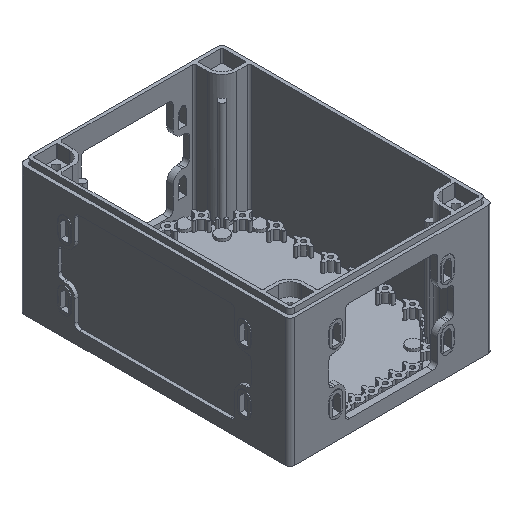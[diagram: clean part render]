
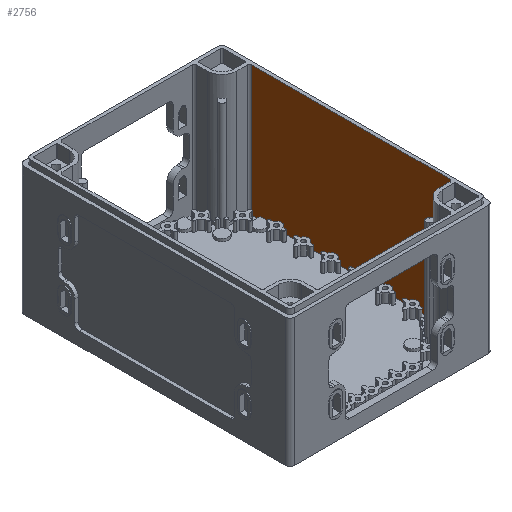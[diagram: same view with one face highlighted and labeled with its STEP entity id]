
A CAD part, isometric view. The second image highlights one B-rep face of the part: STEP entity #2756.
In plain terms, the highlighted planar face has unit normal (-1, 0, 0).
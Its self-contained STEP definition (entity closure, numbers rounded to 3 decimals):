
#2756 = ADVANCED_FACE( '', ( #5882 ), #5883, .T. );
#5882 = FACE_OUTER_BOUND( '', #9272, .T. );
#5883 = PLANE( '', #9273 );
#9272 = EDGE_LOOP( '', ( #17751, #17752, #17753, #17754, #17755, #17756, #17757, #17758, #17759, #17760, #17761, #17762 ) );
#9273 = AXIS2_PLACEMENT_3D( '', #17763, #17764, #17765 );
#17751 = ORIENTED_EDGE( '', *, *, #21394, .F. );
#17752 = ORIENTED_EDGE( '', *, *, #21971, .F. );
#17753 = ORIENTED_EDGE( '', *, *, #22865, .F. );
#17754 = ORIENTED_EDGE( '', *, *, #22256, .T. );
#17755 = ORIENTED_EDGE( '', *, *, #21390, .F. );
#17756 = ORIENTED_EDGE( '', *, *, #20015, .F. );
#17757 = ORIENTED_EDGE( '', *, *, #23070, .F. );
#17758 = ORIENTED_EDGE( '', *, *, #20907, .T. );
#17759 = ORIENTED_EDGE( '', *, *, #21388, .F. );
#17760 = ORIENTED_EDGE( '', *, *, #22998, .F. );
#17761 = ORIENTED_EDGE( '', *, *, #23300, .F. );
#17762 = ORIENTED_EDGE( '', *, *, #23301, .T. );
#17763 = CARTESIAN_POINT( '', ( 180.3, 33.3, 153.5 ) );
#17764 = DIRECTION( '', ( -1., 0., 0. ) );
#17765 = DIRECTION( '', ( 0., 0., 1. ) );
#20015 = EDGE_CURVE( '', #24016, #24011, #24018, .T. );
#20907 = EDGE_CURVE( '', #25564, #25562, #25565, .T. );
#21388 = EDGE_CURVE( '', #26380, #25562, #26382, .T. );
#21390 = EDGE_CURVE( '', #24011, #26384, #26385, .T. );
#21394 = EDGE_CURVE( '', #26390, #26392, #26393, .T. );
#21971 = EDGE_CURVE( '', #27265, #26390, #27267, .T. );
#22256 = EDGE_CURVE( '', #27687, #26384, #27688, .T. );
#22865 = EDGE_CURVE( '', #27687, #27265, #28482, .T. );
#22998 = EDGE_CURVE( '', #28641, #26380, #28642, .T. );
#23070 = EDGE_CURVE( '', #25564, #24016, #28724, .T. );
#23300 = EDGE_CURVE( '', #28989, #28641, #28990, .T. );
#23301 = EDGE_CURVE( '', #28989, #26392, #28991, .T. );
#24011 = VERTEX_POINT( '', #29846 );
#24016 = VERTEX_POINT( '', #29853 );
#24018 = LINE( '', #29856, #29857 );
#25562 = VERTEX_POINT( '', #31905 );
#25564 = VERTEX_POINT( '', #31908 );
#25565 = LINE( '', #31909, #31910 );
#26380 = VERTEX_POINT( '', #32976 );
#26382 = LINE( '', #32978, #32979 );
#26384 = VERTEX_POINT( '', #32981 );
#26385 = LINE( '', #32982, #32983 );
#26390 = VERTEX_POINT( '', #32989 );
#26392 = VERTEX_POINT( '', #32992 );
#26393 = LINE( '', #32993, #32994 );
#27265 = VERTEX_POINT( '', #34186 );
#27267 = LINE( '', #34189, #34190 );
#27687 = VERTEX_POINT( '', #34773 );
#27688 = LINE( '', #34774, #34775 );
#28482 = LINE( '', #35869, #35870 );
#28641 = VERTEX_POINT( '', #36093 );
#28642 = LINE( '', #36094, #36095 );
#28724 = LINE( '', #36231, #36232 );
#28989 = VERTEX_POINT( '', #36581 );
#28990 = LINE( '', #36582, #36583 );
#28991 = LINE( '', #36584, #36585 );
#29846 = CARTESIAN_POINT( '', ( 180.3, 52.8, 3.5 ) );
#29853 = CARTESIAN_POINT( '', ( 180.3, 52.8, 6. ) );
#29856 = CARTESIAN_POINT( '', ( 180.3, 52.8, 6. ) );
#29857 = VECTOR( '', #37303, 1000. );
#31905 = CARTESIAN_POINT( '', ( 180.3, 40.8, 3.5 ) );
#31908 = CARTESIAN_POINT( '', ( 180.3, 40.8, 6. ) );
#31909 = CARTESIAN_POINT( '', ( 180.3, 40.8, 6. ) );
#31910 = VECTOR( '', #38427, 1000. );
#32976 = CARTESIAN_POINT( '', ( 180.3, 33.3, 3.5 ) );
#32978 = CARTESIAN_POINT( '', ( 180.3, 33.3, 3.5 ) );
#32979 = VECTOR( '', #39252, 1000. );
#32981 = CARTESIAN_POINT( '', ( 180.3, 195.8, 3.5 ) );
#32982 = CARTESIAN_POINT( '', ( 180.3, 33.3, 3.5 ) );
#32983 = VECTOR( '', #39256, 1000. );
#32989 = CARTESIAN_POINT( '', ( 180.3, 207.8, 3.5 ) );
#32992 = CARTESIAN_POINT( '', ( 180.3, 215.3, 3.5 ) );
#32993 = CARTESIAN_POINT( '', ( 180.3, 33.3, 3.5 ) );
#32994 = VECTOR( '', #39262, 1000. );
#34186 = CARTESIAN_POINT( '', ( 180.3, 207.8, 6. ) );
#34189 = CARTESIAN_POINT( '', ( 180.3, 207.8, 6. ) );
#34190 = VECTOR( '', #39991, 1000. );
#34773 = CARTESIAN_POINT( '', ( 180.3, 195.8, 6. ) );
#34774 = CARTESIAN_POINT( '', ( 180.3, 195.8, 6. ) );
#34775 = VECTOR( '', #40376, 1000. );
#35869 = CARTESIAN_POINT( '', ( 180.3, 195.8, 6. ) );
#35870 = VECTOR( '', #41043, 1000. );
#36093 = CARTESIAN_POINT( '', ( 180.3, 33.3, 123. ) );
#36094 = CARTESIAN_POINT( '', ( 180.3, 33.3, 153.5 ) );
#36095 = VECTOR( '', #41165, 1000. );
#36231 = CARTESIAN_POINT( '', ( 180.3, 40.8, 6. ) );
#36232 = VECTOR( '', #41219, 1000. );
#36581 = CARTESIAN_POINT( '', ( 180.3, 215.3, 123. ) );
#36582 = CARTESIAN_POINT( '', ( 180.3, 244.6, 123. ) );
#36583 = VECTOR( '', #41415, 1000. );
#36584 = CARTESIAN_POINT( '', ( 180.3, 215.3, 153.5 ) );
#36585 = VECTOR( '', #41416, 1000. );
#37303 = DIRECTION( '', ( 0., 0., -1. ) );
#38427 = DIRECTION( '', ( 0., 0., -1. ) );
#39252 = DIRECTION( '', ( 0., 1., 0. ) );
#39256 = DIRECTION( '', ( 0., 1., 0. ) );
#39262 = DIRECTION( '', ( 0., 1., 0. ) );
#39991 = DIRECTION( '', ( 0., 0., -1. ) );
#40376 = DIRECTION( '', ( 0., 0., -1. ) );
#41043 = DIRECTION( '', ( 0., 1., 0. ) );
#41165 = DIRECTION( '', ( 0., 0., -1. ) );
#41219 = DIRECTION( '', ( 0., 1., 0. ) );
#41415 = DIRECTION( '', ( 0., -1., 0. ) );
#41416 = DIRECTION( '', ( 0., 0., -1. ) );
